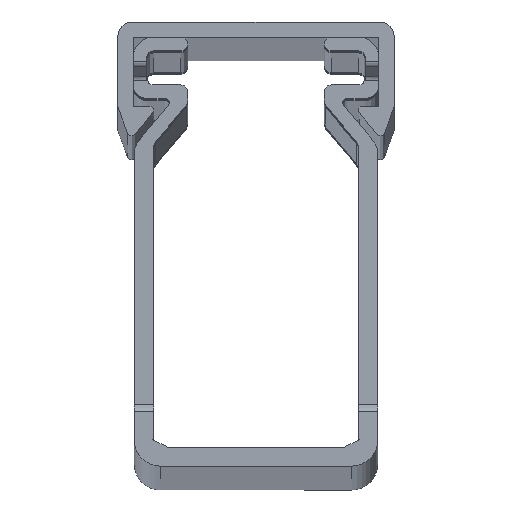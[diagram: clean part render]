
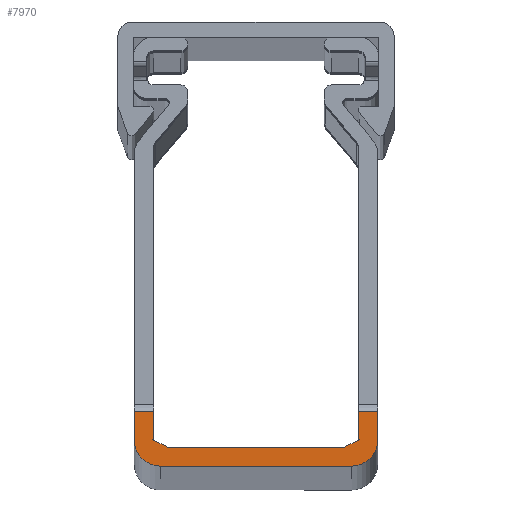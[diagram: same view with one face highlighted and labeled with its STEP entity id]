
A CAD part, top view. The second image highlights one B-rep face of the part: STEP entity #7970.
In plain terms, the highlighted planar face has unit normal (0, 0, 1).
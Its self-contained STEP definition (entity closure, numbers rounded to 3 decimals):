
#1055 = VERTEX_POINT ( 'NONE', #27272 ) ;
#1141 = CARTESIAN_POINT ( 'NONE',  ( 7., 1.9, 1000. ) ) ;
#1589 = DIRECTION ( 'NONE',  ( 0., 0., -1. ) ) ;
#1662 = ORIENTED_EDGE ( 'NONE', *, *, #10764, .F. ) ;
#1780 = CARTESIAN_POINT ( 'NONE',  ( -7.55, 3.975, 1000. ) ) ;
#1791 = DIRECTION ( 'NONE',  ( -1., 0., 0. ) ) ;
#1892 = EDGE_CURVE ( 'NONE', #31451, #33196, #16434, .T. ) ;
#2528 = CARTESIAN_POINT ( 'NONE',  ( 0., 4., 1000. ) ) ;
#3485 = DIRECTION ( 'NONE',  ( 0.894, 0.447, 0. ) ) ;
#3662 = CARTESIAN_POINT ( 'NONE',  ( 7.55, 1.925, 1000. ) ) ;
#4002 = VERTEX_POINT ( 'NONE', #3662 ) ;
#4720 = CARTESIAN_POINT ( 'NONE',  ( 6.5, 1.4, 1000. ) ) ;
#4761 = EDGE_CURVE ( 'NONE', #31961, #34567, #40869, .T. ) ;
#5026 = CARTESIAN_POINT ( 'NONE',  ( -7.55, 3.975, 1000. ) ) ;
#5046 = DIRECTION ( 'NONE',  ( -0.894, 0.447, 0. ) ) ;
#5336 = VECTOR ( 'NONE', #22969, 1000. ) ;
#5557 = EDGE_CURVE ( 'NONE', #32592, #25352, #30714, .T. ) ;
#6252 = LINE ( 'NONE', #2528, #15579 ) ;
#6322 = ORIENTED_EDGE ( 'NONE', *, *, #34623, .T. ) ;
#7061 = VECTOR ( 'NONE', #46164, 1000. ) ;
#7203 = LINE ( 'NONE', #17955, #7061 ) ;
#7448 = CARTESIAN_POINT ( 'NONE',  ( 8.9, 0., 1000. ) ) ;
#7833 = ORIENTED_EDGE ( 'NONE', *, *, #32303, .T. ) ;
#7970 = ADVANCED_FACE ( 'NONE', ( #24192 ), #20242, .F. ) ;
#8491 = CARTESIAN_POINT ( 'NONE',  ( -6.5, 1.4, 1000. ) ) ;
#9155 = DIRECTION ( 'NONE',  ( -0.894, 0.447, 0. ) ) ;
#9515 = CARTESIAN_POINT ( 'NONE',  ( -7.5, 3.95, 1000. ) ) ;
#9544 = ORIENTED_EDGE ( 'NONE', *, *, #37581, .T. ) ;
#9987 = EDGE_CURVE ( 'NONE', #22043, #24704, #19438, .T. ) ;
#9997 = DIRECTION ( 'NONE',  ( 1., 0., 0. ) ) ;
#10236 = ORIENTED_EDGE ( 'NONE', *, *, #37624, .F. ) ;
#10242 = LINE ( 'NONE', #24474, #33420 ) ;
#10764 = EDGE_CURVE ( 'NONE', #32592, #4002, #10242, .T. ) ;
#11056 = CIRCLE ( 'NONE', #12551, 1.9 ) ;
#11729 = CARTESIAN_POINT ( 'NONE',  ( 0., 4., 1000. ) ) ;
#12325 = VECTOR ( 'NONE', #32892, 1000. ) ;
#12551 = AXIS2_PLACEMENT_3D ( 'NONE', #42324, #14113, #20909 ) ;
#13036 = EDGE_CURVE ( 'NONE', #24704, #21081, #39639, .T. ) ;
#13983 = CARTESIAN_POINT ( 'NONE',  ( -7.5, 1.95, 1000. ) ) ;
#14113 = DIRECTION ( 'NONE',  ( 0., 0., 1. ) ) ;
#14553 = LINE ( 'NONE', #39278, #41479 ) ;
#14626 = ORIENTED_EDGE ( 'NONE', *, *, #42634, .F. ) ;
#14887 = CARTESIAN_POINT ( 'NONE',  ( -8.9, 4., 1000. ) ) ;
#14934 = CARTESIAN_POINT ( 'NONE',  ( 7.5, 1.95, 1000. ) ) ;
#15528 = CARTESIAN_POINT ( 'NONE',  ( -7.5, 1.95, 1000. ) ) ;
#15536 = LINE ( 'NONE', #5026, #24844 ) ;
#15579 = VECTOR ( 'NONE', #9997, 1000. ) ;
#16020 = LINE ( 'NONE', #14934, #43555 ) ;
#16197 = CARTESIAN_POINT ( 'NONE',  ( -8.9, 0., 1000. ) ) ;
#16434 = LINE ( 'NONE', #16197, #5336 ) ;
#16509 = CARTESIAN_POINT ( 'NONE',  ( -7., 0., 1000. ) ) ;
#16713 = EDGE_CURVE ( 'NONE', #17903, #18792, #38800, .T. ) ;
#17024 = LINE ( 'NONE', #13983, #40304 ) ;
#17293 = ORIENTED_EDGE ( 'NONE', *, *, #20499, .T. ) ;
#17407 = ORIENTED_EDGE ( 'NONE', *, *, #39026, .F. ) ;
#17655 = ORIENTED_EDGE ( 'NONE', *, *, #16713, .T. ) ;
#17903 = VERTEX_POINT ( 'NONE', #15528 ) ;
#17955 = CARTESIAN_POINT ( 'NONE',  ( 7.55, 3.975, 1000. ) ) ;
#18792 = VERTEX_POINT ( 'NONE', #9515 ) ;
#19438 = LINE ( 'NONE', #11729, #39074 ) ;
#19929 = EDGE_CURVE ( 'NONE', #31451, #1055, #6252, .T. ) ;
#20066 = CARTESIAN_POINT ( 'NONE',  ( -8.9, 1.9, 1000. ) ) ;
#20242 = PLANE ( 'NONE',  #25992 ) ;
#20499 = EDGE_CURVE ( 'NONE', #33196, #21262, #11056, .T. ) ;
#20560 = VERTEX_POINT ( 'NONE', #32308 ) ;
#20909 = DIRECTION ( 'NONE',  ( -1., 0., 0. ) ) ;
#20957 = CARTESIAN_POINT ( 'NONE',  ( 8.9, 4., 1000. ) ) ;
#21081 = VERTEX_POINT ( 'NONE', #37047 ) ;
#21262 = VERTEX_POINT ( 'NONE', #16509 ) ;
#21549 = ORIENTED_EDGE ( 'NONE', *, *, #1892, .T. ) ;
#22043 = VERTEX_POINT ( 'NONE', #41507 ) ;
#22307 = CARTESIAN_POINT ( 'NONE',  ( 7., 0., 1000. ) ) ;
#22969 = DIRECTION ( 'NONE',  ( 0., -1., 0. ) ) ;
#23998 = VERTEX_POINT ( 'NONE', #1780 ) ;
#24192 = FACE_OUTER_BOUND ( 'NONE', #26885, .T. ) ;
#24474 = CARTESIAN_POINT ( 'NONE',  ( 7.55, 1.925, 1000. ) ) ;
#24704 = VERTEX_POINT ( 'NONE', #20957 ) ;
#24809 = ORIENTED_EDGE ( 'NONE', *, *, #38743, .F. ) ;
#24844 = VECTOR ( 'NONE', #33729, 1000. ) ;
#24932 = EDGE_CURVE ( 'NONE', #23998, #1055, #15536, .T. ) ;
#25352 = VERTEX_POINT ( 'NONE', #8491 ) ;
#25776 = ORIENTED_EDGE ( 'NONE', *, *, #5557, .T. ) ;
#25816 = VECTOR ( 'NONE', #9155, 1000. ) ;
#25992 = AXIS2_PLACEMENT_3D ( 'NONE', #37958, #27696, #31415 ) ;
#26530 = LINE ( 'NONE', #29177, #33873 ) ;
#26884 = DIRECTION ( 'NONE',  ( 1., 0., 0. ) ) ;
#26885 = EDGE_LOOP ( 'NONE', ( #40820, #21549, #17293, #9544, #14626, #32887, #27307, #17407, #32162, #24809, #10236, #1662, #25776, #42101, #6322, #17655, #7833, #41043 ) ) ;
#27272 = CARTESIAN_POINT ( 'NONE',  ( -7.5, 4., 1000. ) ) ;
#27307 = ORIENTED_EDGE ( 'NONE', *, *, #9987, .F. ) ;
#27696 = DIRECTION ( 'NONE',  ( 0., 0., -1. ) ) ;
#27698 = CARTESIAN_POINT ( 'NONE',  ( 7.5, 1.95, 1000. ) ) ;
#28217 = CIRCLE ( 'NONE', #42335, 1.9 ) ;
#28686 = DIRECTION ( 'NONE',  ( 0., -1., 0. ) ) ;
#28766 = CARTESIAN_POINT ( 'NONE',  ( -7.5, 23.557, 1000. ) ) ;
#29177 = CARTESIAN_POINT ( 'NONE',  ( 0., 0., 1000. ) ) ;
#29185 = CARTESIAN_POINT ( 'NONE',  ( 7.5, 23.557, 1000. ) ) ;
#29381 = DIRECTION ( 'NONE',  ( 1., 0., 0. ) ) ;
#29646 = LINE ( 'NONE', #29185, #12325 ) ;
#29661 = VECTOR ( 'NONE', #34351, 1000. ) ;
#30173 = CARTESIAN_POINT ( 'NONE',  ( 7.5, 3.95, 1000. ) ) ;
#30714 = LINE ( 'NONE', #37471, #45364 ) ;
#30821 = VECTOR ( 'NONE', #42044, 1000. ) ;
#31415 = DIRECTION ( 'NONE',  ( -1., 0., 0. ) ) ;
#31451 = VERTEX_POINT ( 'NONE', #14887 ) ;
#31961 = VERTEX_POINT ( 'NONE', #40692 ) ;
#32162 = ORIENTED_EDGE ( 'NONE', *, *, #4761, .F. ) ;
#32303 = EDGE_CURVE ( 'NONE', #18792, #23998, #14553, .T. ) ;
#32308 = CARTESIAN_POINT ( 'NONE',  ( -7.55, 1.925, 1000. ) ) ;
#32592 = VERTEX_POINT ( 'NONE', #4720 ) ;
#32887 = ORIENTED_EDGE ( 'NONE', *, *, #13036, .F. ) ;
#32892 = DIRECTION ( 'NONE',  ( 0., 1., 0. ) ) ;
#33196 = VERTEX_POINT ( 'NONE', #20066 ) ;
#33420 = VECTOR ( 'NONE', #42418, 1000. ) ;
#33729 = DIRECTION ( 'NONE',  ( 0.894, 0.447, 0. ) ) ;
#33873 = VECTOR ( 'NONE', #33980, 1000. ) ;
#33980 = DIRECTION ( 'NONE',  ( 1., 0., 0. ) ) ;
#34351 = DIRECTION ( 'NONE',  ( 0.894, 0.447, 0. ) ) ;
#34567 = VERTEX_POINT ( 'NONE', #35452 ) ;
#34578 = LINE ( 'NONE', #41785, #25816 ) ;
#34623 = EDGE_CURVE ( 'NONE', #20560, #17903, #17024, .T. ) ;
#35120 = VECTOR ( 'NONE', #28686, 1000. ) ;
#35452 = CARTESIAN_POINT ( 'NONE',  ( 7.55, 3.975, 1000. ) ) ;
#37047 = CARTESIAN_POINT ( 'NONE',  ( 8.9, 1.9, 1000. ) ) ;
#37471 = CARTESIAN_POINT ( 'NONE',  ( -7.5, 1.4, 1000. ) ) ;
#37581 = EDGE_CURVE ( 'NONE', #21262, #40053, #26530, .T. ) ;
#37624 = EDGE_CURVE ( 'NONE', #4002, #39445, #16020, .T. ) ;
#37958 = CARTESIAN_POINT ( 'NONE',  ( 0., 0., 1000. ) ) ;
#38743 = EDGE_CURVE ( 'NONE', #39445, #31961, #29646, .T. ) ;
#38800 = LINE ( 'NONE', #28766, #30821 ) ;
#39026 = EDGE_CURVE ( 'NONE', #34567, #22043, #7203, .T. ) ;
#39074 = VECTOR ( 'NONE', #26884, 1000. ) ;
#39278 = CARTESIAN_POINT ( 'NONE',  ( -7.5, 3.95, 1000. ) ) ;
#39445 = VERTEX_POINT ( 'NONE', #27698 ) ;
#39639 = LINE ( 'NONE', #7448, #35120 ) ;
#40053 = VERTEX_POINT ( 'NONE', #22307 ) ;
#40304 = VECTOR ( 'NONE', #3485, 1000. ) ;
#40692 = CARTESIAN_POINT ( 'NONE',  ( 7.5, 3.95, 1000. ) ) ;
#40724 = EDGE_CURVE ( 'NONE', #25352, #20560, #34578, .T. ) ;
#40820 = ORIENTED_EDGE ( 'NONE', *, *, #19929, .F. ) ;
#40869 = LINE ( 'NONE', #30173, #29661 ) ;
#41043 = ORIENTED_EDGE ( 'NONE', *, *, #24932, .T. ) ;
#41479 = VECTOR ( 'NONE', #42768, 1000. ) ;
#41507 = CARTESIAN_POINT ( 'NONE',  ( 7.5, 4., 1000. ) ) ;
#41785 = CARTESIAN_POINT ( 'NONE',  ( -7.55, 1.925, 1000. ) ) ;
#42044 = DIRECTION ( 'NONE',  ( 0., 1., 0. ) ) ;
#42101 = ORIENTED_EDGE ( 'NONE', *, *, #40724, .T. ) ;
#42324 = CARTESIAN_POINT ( 'NONE',  ( -7., 1.9, 1000. ) ) ;
#42335 = AXIS2_PLACEMENT_3D ( 'NONE', #1141, #1589, #29381 ) ;
#42418 = DIRECTION ( 'NONE',  ( 0.894, 0.447, 0. ) ) ;
#42634 = EDGE_CURVE ( 'NONE', #21081, #40053, #28217, .T. ) ;
#42768 = DIRECTION ( 'NONE',  ( -0.894, 0.447, 0. ) ) ;
#43555 = VECTOR ( 'NONE', #5046, 1000. ) ;
#45364 = VECTOR ( 'NONE', #1791, 1000. ) ;
#46164 = DIRECTION ( 'NONE',  ( -0.894, 0.447, 0. ) ) ;
